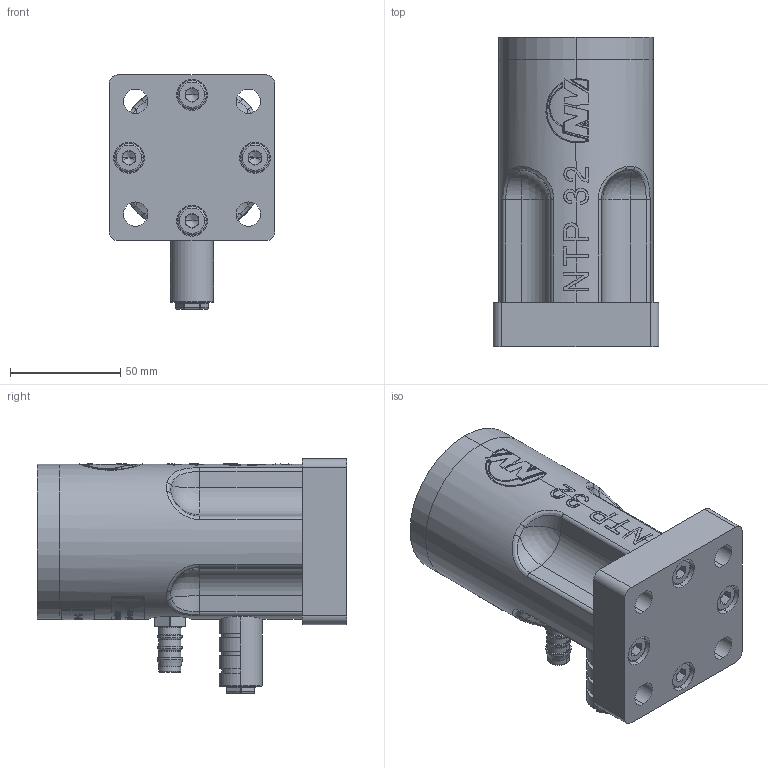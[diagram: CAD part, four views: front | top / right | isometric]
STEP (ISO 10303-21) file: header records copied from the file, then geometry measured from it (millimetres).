
FILE_DESCRIPTION (( 'STEP AP214' ), '1' );
FILE_NAME ('NTP 32 B+C #04332510.STEP', '2020-12-11T13:06:52', ( '' ), ( '' ), 'SwSTEP 2.0', 'SolidWorks 2015', '' );
FILE_SCHEMA (( 'AUTOMOTIVE_DESIGN' ));
Length unit declared in the file: millimetre
Products named in the file (1): NTP 32 B+C #04332510
Bounding box: 75 x 140 x 106 mm (x, y, z)
Volume: 517349.4 mm3; surface area: 87890.1 mm2
Topology: 16 solids, 16 shells, 849 faces, 2459 edges, 1715 vertices
Faces by surface type: cylinder 307, plane 285, bspline 100, torus 67, cone 64, sphere 26
Entity records: 48471 total; most frequent: CARTESIAN_POINT 26342, ORIENTED_EDGE 4822, DIRECTION 4061, EDGE_CURVE 2411, VERTEX_POINT 1715, AXIS2_PLACEMENT_3D 1535, EDGE_LOOP 998, LINE 991
